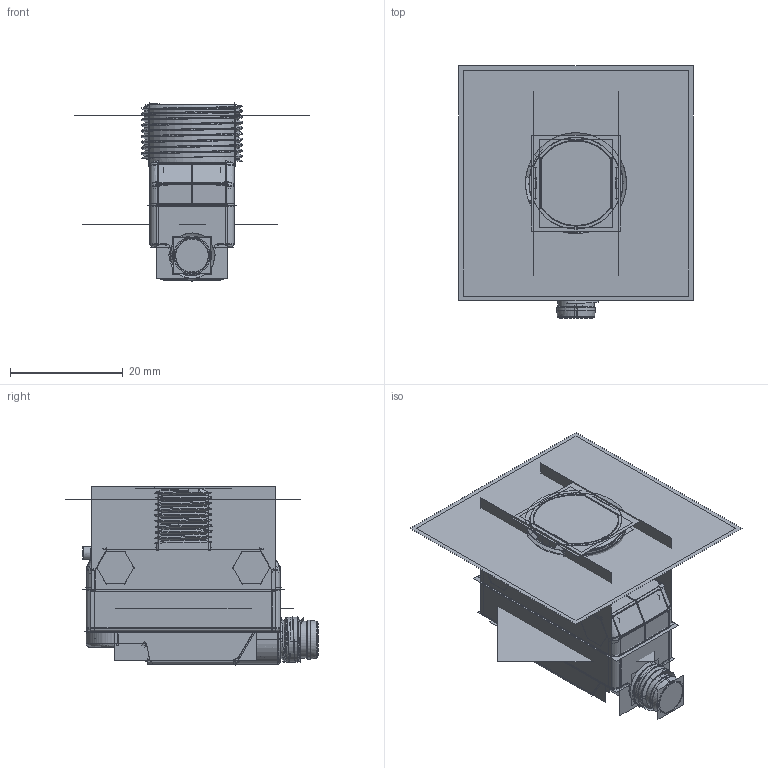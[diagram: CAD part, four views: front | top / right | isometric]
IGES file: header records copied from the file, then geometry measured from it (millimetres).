
Start section:  PTC IGES file: 200055.igs
Global section: file name: 200055.igs; native system: Creo Parametric by PTC Inc.; preprocessor: 2018300; author: pdmadmin; organization: Unknown; date: 20190514.093430; units: millimetre
Bounding box: 41.6 x 44.66 x 31.61 mm (x, y, z)
Volume: 6143.2 mm3; surface area: 79596 mm2
Topology: 11 solids, 12 shells, 2040 faces, 10206 edges, 12820 vertices
Faces by surface type: revolution 1028, bspline 1012
